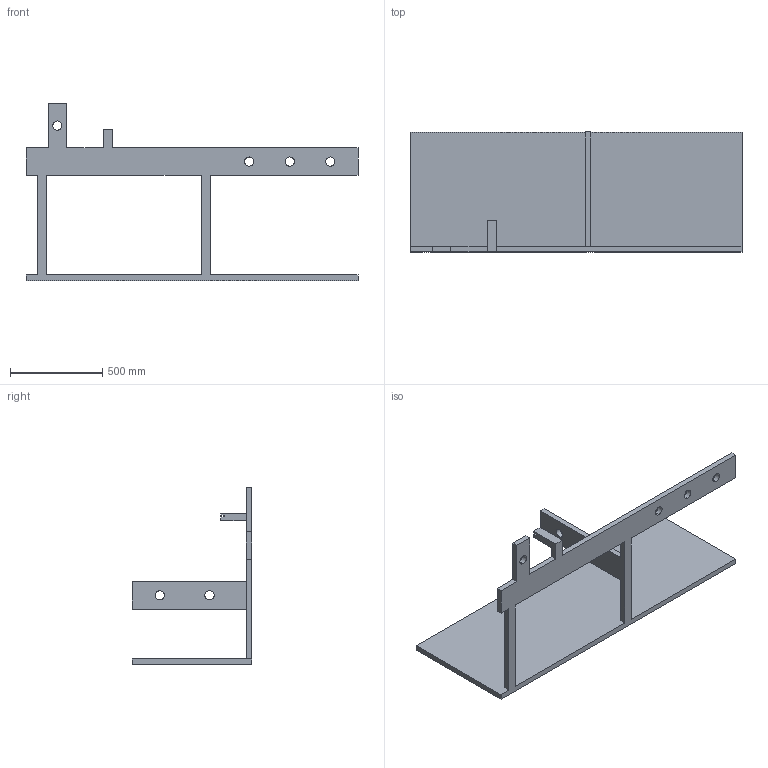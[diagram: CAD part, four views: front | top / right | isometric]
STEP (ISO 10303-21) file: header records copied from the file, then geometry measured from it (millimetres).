
FILE_DESCRIPTION (( 'STEP AP203' ), '1' );
FILE_NAME ('stand_Default_sldprt.STEP', '2023-12-12T05:34:00', ( '' ), ( '' ), 'SwSTEP 2.0', 'SolidWorks 2021', '' );
FILE_SCHEMA (( 'CONFIG_CONTROL_DESIGN' ));
Length unit declared in the file: centimetre
Products named in the file (1): stand_Default_sldprt
Bounding box: 1800 x 650 x 960 mm (x, y, z)
Volume: 48396570.8 mm3; surface area: 3643912.4 mm2
Topology: 1 solids, 1 shells, 47 faces, 138 edges, 92 vertices
Faces by surface type: plane 35, cylinder 12
Entity records: 1661 total; most frequent: CARTESIAN_POINT 278, ORIENTED_EDGE 276, DIRECTION 258, EDGE_CURVE 138, LINE 114, VECTOR 114, VERTEX_POINT 92, AXIS2_PLACEMENT_3D 72
